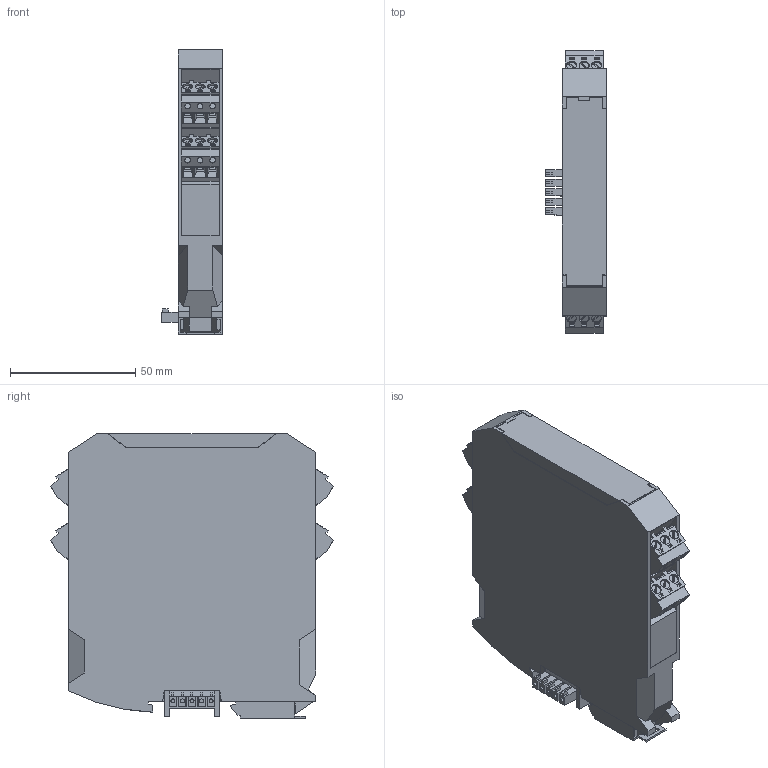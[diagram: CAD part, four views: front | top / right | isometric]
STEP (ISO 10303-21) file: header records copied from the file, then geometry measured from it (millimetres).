
FILE_DESCRIPTION(('Creo Elements/Direct Modeling STEP Export'),'2;1');
FILE_NAME('model.stp','2018-09-28T 7:51:57',(''),(''),'Creo Elements/Direct Modeling STEP processor for AP214 (Solid Model)','Creo Elements/Direct Modeling 18.1I 14-Aug-2016 (C) Parametric Technology GmbH','');
FILE_SCHEMA(('AUTOMOTIVE_DESIGN { 1 0 10303 214 1 1 1 1 }'));
Length unit declared in the file: millimetre
Products named in the file (3): ME_17.5_TBUS_1.5_5_ST_3.81-select; RAD_DI8_IFS_GEH-select; RAD_DI8_IFS-select
Assembly tree (2 placements, depth 2):
  RAD_DI8_IFS-select
    RAD_DI8_IFS_GEH-select
    ME_17.5_TBUS_1.5_5_ST_3.81-select
Bounding box: 24.23 x 113.01 x 113.6 mm (x, y, z)
Volume: 188194.7 mm3; surface area: 37677.2 mm2
Topology: 2 solids, 2 shells, 1009 faces, 2718 edges, 1788 vertices
Faces by surface type: plane 889, cylinder 120
Entity records: 38028 total; most frequent: ORIENTED_EDGE 5436, CARTESIAN_POINT 5259, DIRECTION 4568, EDGE_CURVE 2718, VECTOR 2374, LINE 2374, VERTEX_POINT 1788, EDGE_LOOP 1102
